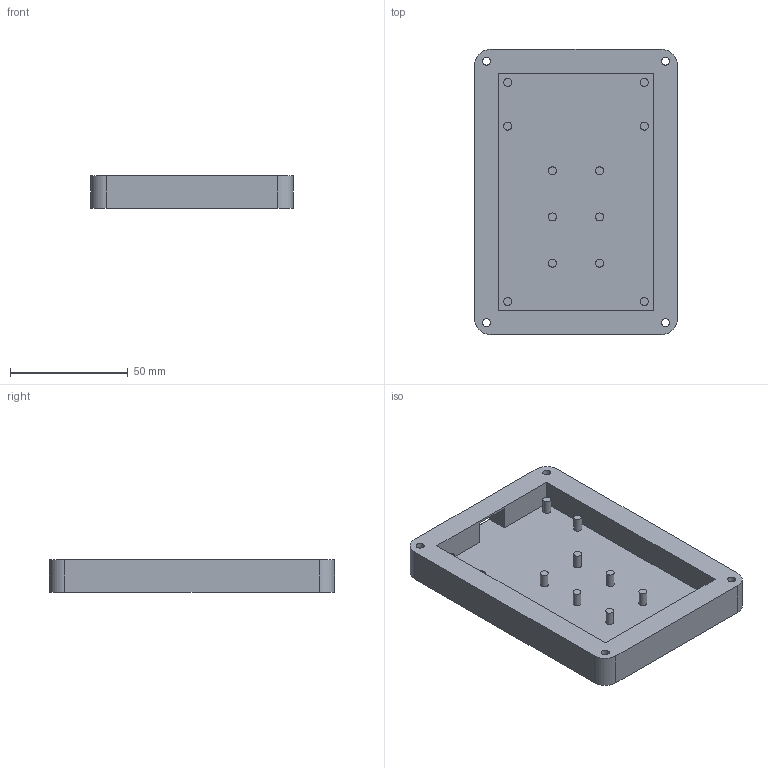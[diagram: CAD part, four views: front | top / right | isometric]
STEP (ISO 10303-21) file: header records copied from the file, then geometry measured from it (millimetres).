
FILE_DESCRIPTION(/* description */ ('','CAx-IF Rec.Pracs.---Representation and Presentation of Product Manufacturing Information (PMI)---4.0---2014-10-13'),/* implementation_level */ '2;1');
FILE_NAME(/* name */ 'Anson''s HackPad v10.step',/* time_stamp */ '2025-02-16T02:08:45+08:00',/* author */ (''),/* organization */ (''),/* preprocessor_version */ 'ST-DEVELOPER v20',/* originating_system */ 'Autodesk Translation Framework v13.20.0.188',/* authorisation */ '');
FILE_SCHEMA (('AP242_MANAGED_MODEL_BASED_3D_ENGINEERING_MIM_LF { 1 0 10303 442 1 1 4 }'));
Length unit declared in the file: millimetre
Products named in the file (1): Anson's HackPad
Bounding box: 86 x 121 x 14 mm (x, y, z)
Volume: 70220.7 mm3; surface area: 31667.5 mm2
Topology: 1 solids, 1 shells, 374 faces, 1005 edges, 668 vertices
Faces by surface type: bspline 212, plane 138, cylinder 24
Full cylindrical faces by diameter (mm): 3.4 x16, 6 x4
Entity records: 13662 total; most frequent: CARTESIAN_POINT 5652, ORIENTED_EDGE 2010, EDGE_CURVE 1005, DIRECTION 955, VERTEX_POINT 668, LINE 533, VECTOR 533, B_SPLINE_CURVE_WITH_KNOTS 424
